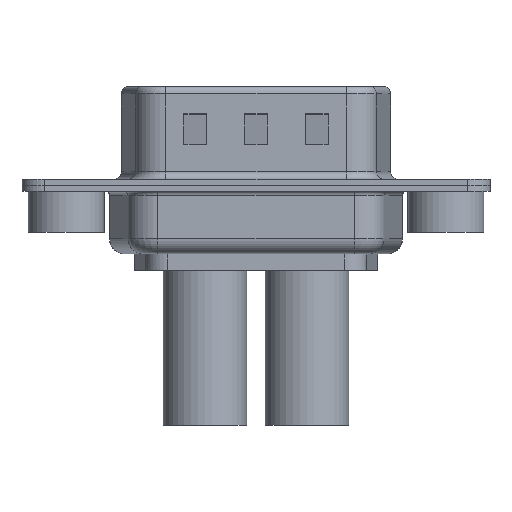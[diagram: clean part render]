
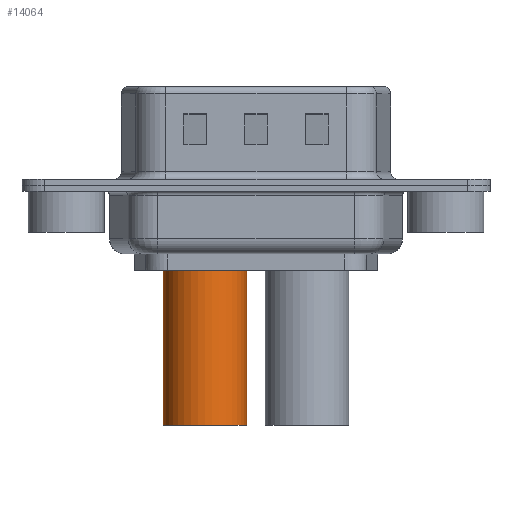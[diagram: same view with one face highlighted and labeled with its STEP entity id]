
A CAD part, front view. The second image highlights one B-rep face of the part: STEP entity #14064.
In plain terms, the highlighted cylindrical face has radius 2.75 mm (diameter 5.5 mm), a partial arc.
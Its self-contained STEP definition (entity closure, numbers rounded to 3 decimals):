
#59 = CARTESIAN_POINT ( 'NONE',  ( 2.75, 0., 1.5 ) ) ;
#552 = AXIS2_PLACEMENT_3D ( 'NONE', #5689, #14904, #7059 ) ;
#720 = CARTESIAN_POINT ( 'NONE',  ( 2.75, 0., -7.764 ) ) ;
#944 = DIRECTION ( 'NONE',  ( 0., 0., -1. ) ) ;
#1403 = VECTOR ( 'NONE', #9539, 1000. ) ;
#1686 = VERTEX_POINT ( 'NONE', #13743 ) ;
#1803 = VERTEX_POINT ( 'NONE', #59 ) ;
#2129 = LINE ( 'NONE', #13848, #15821 ) ;
#2293 = CYLINDRICAL_SURFACE ( 'NONE', #15636, 2.75 ) ;
#2413 = AXIS2_PLACEMENT_3D ( 'NONE', #3567, #12918, #4909 ) ;
#3149 = EDGE_CURVE ( 'NONE', #12279, #1803, #12066, .T. ) ;
#3567 = CARTESIAN_POINT ( 'NONE',  ( 0., 0., 1.5 ) ) ;
#3822 = EDGE_CURVE ( 'NONE', #12279, #14361, #16570, .T. ) ;
#4909 = DIRECTION ( 'NONE',  ( 1., 0., 0. ) ) ;
#5689 = CARTESIAN_POINT ( 'NONE',  ( 0., 0., -8.7 ) ) ;
#6659 = DIRECTION ( 'NONE',  ( 0., 0., 1. ) ) ;
#6885 = VERTEX_POINT ( 'NONE', #12592 ) ;
#7059 = DIRECTION ( 'NONE',  ( 1., 0., 0. ) ) ;
#7193 = CARTESIAN_POINT ( 'NONE',  ( 2.75, 0., -8.7 ) ) ;
#7369 = CARTESIAN_POINT ( 'NONE',  ( 2.75, 0., 4.234 ) ) ;
#7607 = VERTEX_POINT ( 'NONE', #17131 ) ;
#9037 = CARTESIAN_POINT ( 'NONE',  ( -2.75, 0., -8.7 ) ) ;
#9539 = DIRECTION ( 'NONE',  ( 0., 0., 1. ) ) ;
#9601 = VECTOR ( 'NONE', #16886, 1000. ) ;
#9837 = VECTOR ( 'NONE', #944, 1000. ) ;
#10662 = CIRCLE ( 'NONE', #552, 2.75 ) ;
#11875 = ORIENTED_EDGE ( 'NONE', *, *, #13044, .F. ) ;
#12052 = ORIENTED_EDGE ( 'NONE', *, *, #14720, .T. ) ;
#12066 = LINE ( 'NONE', #7369, #1403 ) ;
#12279 = VERTEX_POINT ( 'NONE', #720 ) ;
#12512 = ORIENTED_EDGE ( 'NONE', *, *, #12900, .T. ) ;
#12592 = CARTESIAN_POINT ( 'NONE',  ( -2.75, 0., -7.764 ) ) ;
#12602 = ORIENTED_EDGE ( 'NONE', *, *, #3822, .F. ) ;
#12717 = ORIENTED_EDGE ( 'NONE', *, *, #3149, .T. ) ;
#12900 = EDGE_CURVE ( 'NONE', #1686, #14361, #10662, .T. ) ;
#12918 = DIRECTION ( 'NONE',  ( 0., 0., 1. ) ) ;
#13005 = ORIENTED_EDGE ( 'NONE', *, *, #15356, .F. ) ;
#13044 = EDGE_CURVE ( 'NONE', #6885, #7607, #2129, .T. ) ;
#13380 = LINE ( 'NONE', #9037, #9837 ) ;
#13743 = CARTESIAN_POINT ( 'NONE',  ( -2.75, 0., -8.7 ) ) ;
#13848 = CARTESIAN_POINT ( 'NONE',  ( -2.75, 0., 4.234 ) ) ;
#14064 = ADVANCED_FACE ( 'NONE', ( #16418 ), #2293, .T. ) ;
#14361 = VERTEX_POINT ( 'NONE', #7193 ) ;
#14504 = CARTESIAN_POINT ( 'NONE',  ( 0., 0., 4.234 ) ) ;
#14720 = EDGE_CURVE ( 'NONE', #6885, #1686, #13380, .T. ) ;
#14766 = EDGE_LOOP ( 'NONE', ( #11875, #12052, #12512, #12602, #12717, #13005 ) ) ;
#14904 = DIRECTION ( 'NONE',  ( 0., 0., 1. ) ) ;
#15356 = EDGE_CURVE ( 'NONE', #7607, #1803, #15561, .T. ) ;
#15561 = CIRCLE ( 'NONE', #2413, 2.75 ) ;
#15636 = AXIS2_PLACEMENT_3D ( 'NONE', #14504, #6659, #15804 ) ;
#15804 = DIRECTION ( 'NONE',  ( 1., 0., 0. ) ) ;
#15821 = VECTOR ( 'NONE', #16479, 1000. ) ;
#16418 = FACE_OUTER_BOUND ( 'NONE', #14766, .T. ) ;
#16479 = DIRECTION ( 'NONE',  ( 0., 0., 1. ) ) ;
#16570 = LINE ( 'NONE', #17256, #9601 ) ;
#16886 = DIRECTION ( 'NONE',  ( 0., 0., -1. ) ) ;
#17131 = CARTESIAN_POINT ( 'NONE',  ( -2.75, 0., 1.5 ) ) ;
#17256 = CARTESIAN_POINT ( 'NONE',  ( 2.75, 0., -8.7 ) ) ;
